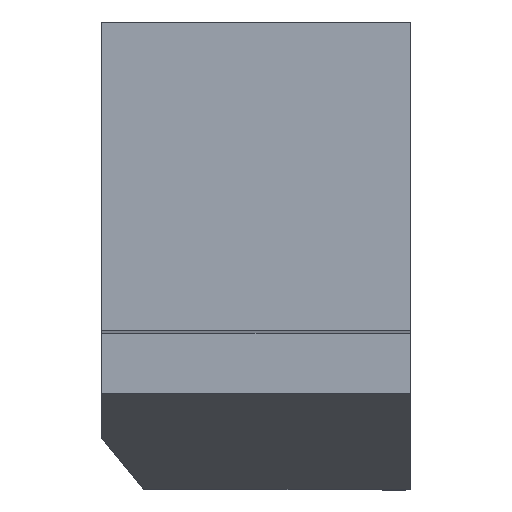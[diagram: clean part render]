
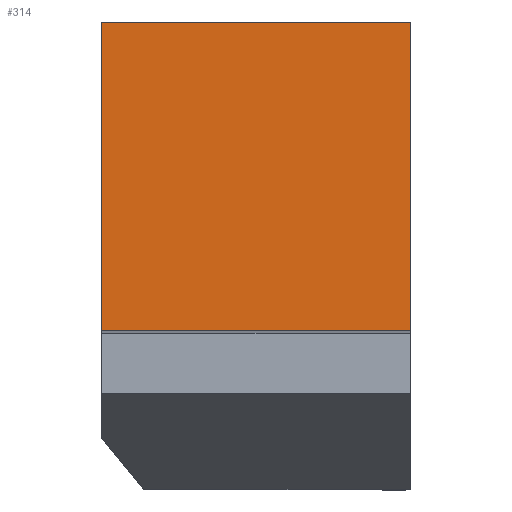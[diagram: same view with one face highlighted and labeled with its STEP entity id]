
A CAD part, top view. The second image highlights one B-rep face of the part: STEP entity #314.
In plain terms, the highlighted planar face has unit normal (0, 0, 1).
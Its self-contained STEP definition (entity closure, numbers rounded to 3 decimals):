
#314=ADVANCED_FACE('CU_BACK_SU1',(#458),#401,.F.);
#401=PLANE('',#2135);
#458=FACE_OUTER_BOUND('',#557,.T.);
#557=EDGE_LOOP('',(#782,#783,#784,#785));
#782=ORIENTED_EDGE('',*,*,#1481,.T.);
#783=ORIENTED_EDGE('',*,*,#1468,.F.);
#784=ORIENTED_EDGE('',*,*,#1455,.T.);
#785=ORIENTED_EDGE('',*,*,#1464,.T.);
#1247=VERTEX_POINT('',#3018);
#1248=VERTEX_POINT('',#3020);
#1255=VERTEX_POINT('',#3036);
#1257=VERTEX_POINT('',#3044);
#1455=EDGE_CURVE('',#1248,#1247,#1702,.T.);
#1464=EDGE_CURVE('',#1247,#1255,#1709,.T.);
#1468=EDGE_CURVE('',#1248,#1257,#1710,.T.);
#1481=EDGE_CURVE('',#1255,#1257,#1720,.T.);
#1702=LINE('',#3019,#1871);
#1709=LINE('',#3037,#1878);
#1710=LINE('',#3043,#1879);
#1720=LINE('',#3066,#1889);
#1871=VECTOR('',#2417,1.);
#1878=VECTOR('',#2430,1.);
#1879=VECTOR('',#2439,1.);
#1889=VECTOR('',#2459,1.);
#2135=AXIS2_PLACEMENT_3D('',#3068,#2462,#2463);
#2417=DIRECTION('',(-1.,0.,0.));
#2430=DIRECTION('',(0.,-1.,0.));
#2439=DIRECTION('',(0.,-1.,0.));
#2459=DIRECTION('',(1.,0.,0.));
#2462=DIRECTION('',(0.,0.,-1.));
#2463=DIRECTION('',(1.,0.,0.));
#3018=CARTESIAN_POINT('',(0.,19.925,0.));
#3019=CARTESIAN_POINT('',(-6.496,19.925,0.));
#3020=CARTESIAN_POINT('',(19.925,19.925,0.));
#3036=CARTESIAN_POINT('',(0.,0.,0.));
#3037=CARTESIAN_POINT('',(0.,24.925,0.));
#3043=CARTESIAN_POINT('',(19.925,24.925,0.));
#3044=CARTESIAN_POINT('',(19.925,0.,0.));
#3066=CARTESIAN_POINT('',(-6.496,0.,0.));
#3068=CARTESIAN_POINT('',(-6.496,24.925,0.));
